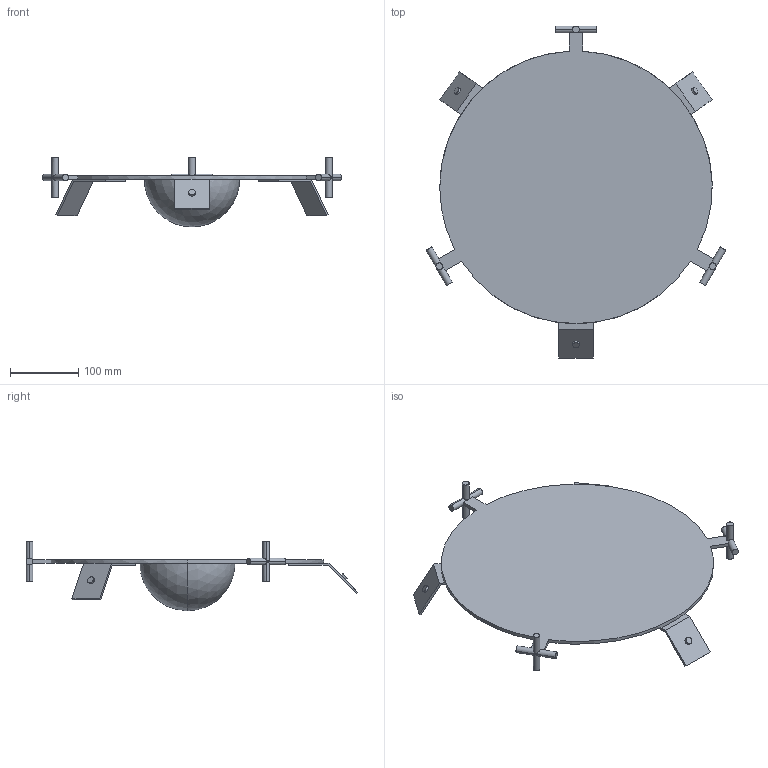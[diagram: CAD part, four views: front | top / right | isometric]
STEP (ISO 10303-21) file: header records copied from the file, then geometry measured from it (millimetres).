
FILE_DESCRIPTION (( 'STEP AP203' ), '1' );
FILE_NAME ('Base_6.STEP', '2020-06-03T13:48:32', ( '' ), ( '' ), 'SwSTEP 2.0', 'SolidWorks 2017', '' );
FILE_SCHEMA (( 'CONFIG_CONTROL_DESIGN' ));
Length unit declared in the file: millimetre
Products named in the file (1): Base_6
Bounding box: 440.06 x 487.18 x 102.5 mm (x, y, z)
Volume: 1438675 mm3; surface area: 311141.8 mm2
Topology: 1 solids, 1 shells, 83 faces, 215 edges, 136 vertices
Faces by surface type: plane 47, cylinder 34, sphere 2
Entity records: 2572 total; most frequent: CARTESIAN_POINT 489, DIRECTION 429, ORIENTED_EDGE 422, EDGE_CURVE 211, AXIS2_PLACEMENT_3D 154, VERTEX_POINT 134, LINE 121, VECTOR 121
